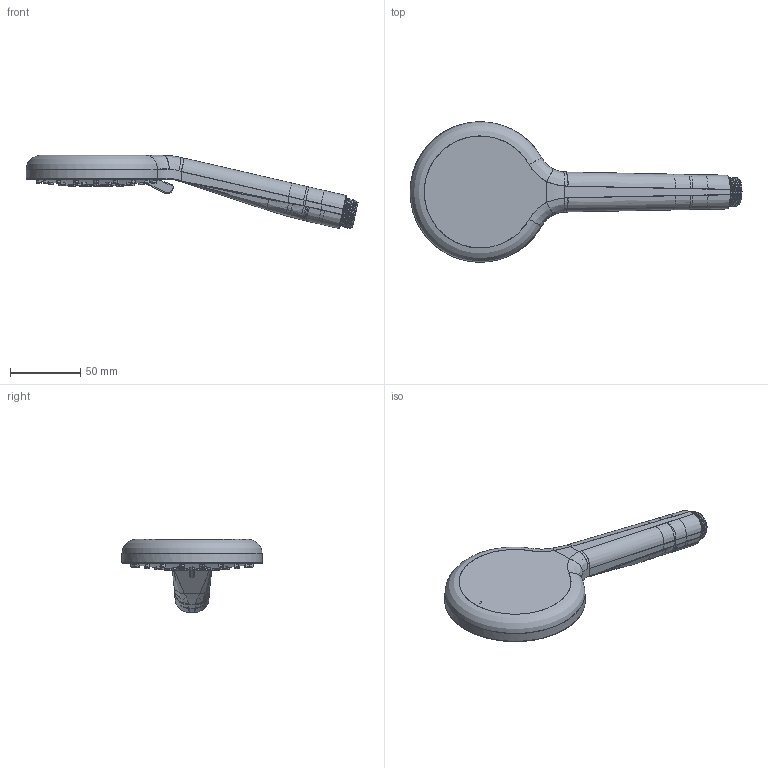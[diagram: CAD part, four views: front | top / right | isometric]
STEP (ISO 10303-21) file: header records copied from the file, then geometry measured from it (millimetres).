
FILE_DESCRIPTION(/* description */ (''),/* implementation_level */ '2;1');
FILE_NAME(/* name */ 'STEP - D1605QM.9-RE_32511',/* time_stamp */ '2025-06-11T10:56:45+10:00',/* author */ (''),/* organization */ (''),/* preprocessor_version */ 'ST-DEVELOPER v16.5',/* originating_system */ 'Rhino 7.37',/* authorisation */ '');
FILE_SCHEMA (('AUTOMOTIVE_DESIGN'));
Products named in the file (19): Document; D1650QM_ASM; S176101-01; S176501-06; S101301-14SPRING1; S101301-11PIN2; ST1013_55_MECC_MOD_G_3S_ASM; S176501-01; S176501-02; S176501-05; S176501-03; S176501-04; S101301-13WASHER3; S176501-07; OR_55X1_5; S174501-09_SCREW_ST4_2X8; S174501-11; S172101-02; S176101-04
Assembly tree (18 placements, depth 4):
  Document
    D1650QM_ASM
      S176101-01
      S176501-06
      S101301-14SPRING1
      S101301-11PIN2
      ST1013_55_MECC_MOD_G_3S_ASM
        S176501-01
        S176501-02
        S176501-05
        S176501-03
        S176501-04
        S101301-13WASHER3
        S176501-07
        OR_55X1_5
      S174501-09_SCREW_ST4_2X8
      S174501-11
      S172101-02
      S176101-04
Bounding box: 236.25 x 99.98 x 52.17 mm (x, y, z)
Volume: 215843.8 mm3; surface area: 170496.1 mm2
Topology: 16 solids, 16 shells, 3527 faces, 9046 edges, 5682 vertices
Faces by surface type: bspline 1566, cylinder 1091, plane 870
Entity records: 186183 total; most frequent: CARTESIAN_POINT 129822, ORIENTED_EDGE 18044, EDGE_CURVE 9022, VERTEX_POINT 5678, B_SPLINE_CURVE_WITH_KNOTS 5454, EDGE_LOOP 3994, ADVANCED_FACE 3523, FACE_OUTER_BOUND 3523
